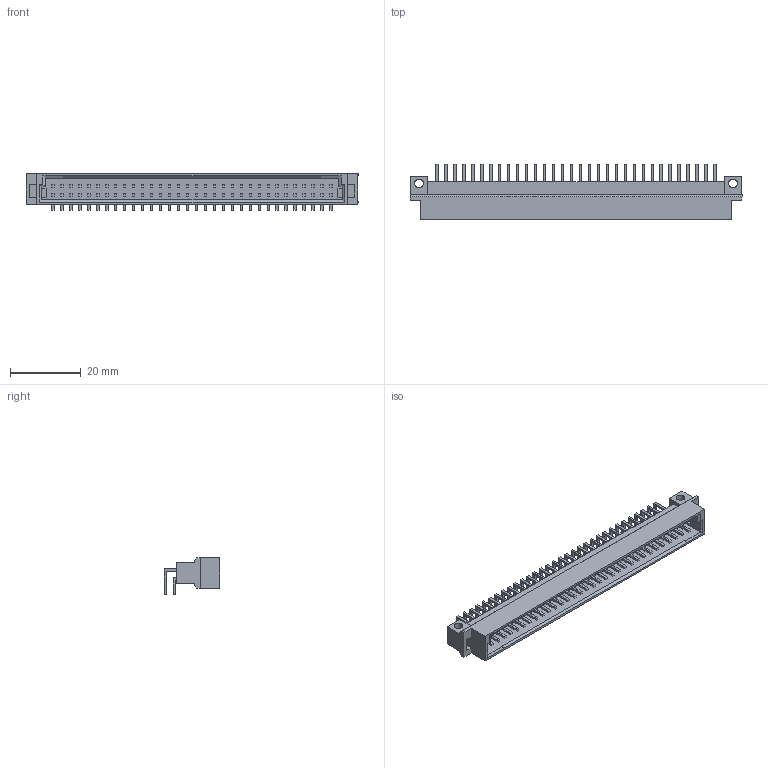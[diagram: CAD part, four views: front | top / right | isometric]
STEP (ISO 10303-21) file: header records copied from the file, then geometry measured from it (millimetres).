
FILE_DESCRIPTION (( 'STEP AP214' ), '1' );
FILE_NAME ('User Library-DIN41612_M-64_AB_R.STEP', '2020-05-10T03:09:31', ( '' ), ( '' ), 'SwSTEP 2.0', 'SolidWorks 2019', '' );
FILE_SCHEMA (( 'AUTOMOTIVE_DESIGN' ));
Length unit declared in the file: millimetre
Products named in the file (1): User Library-DIN41612_M-64_AB_R
Bounding box: 94 x 15.59 x 10.3 mm (x, y, z)
Volume: 4050.7 mm3; surface area: 7268 mm2
Topology: 1 solids, 1 shells, 835 faces, 2100 edges, 1396 vertices
Faces by surface type: plane 831, cylinder 4
Entity records: 24488 total; most frequent: CARTESIAN_POINT 4332, ORIENTED_EDGE 4200, DIRECTION 3780, EDGE_CURVE 2100, LINE 2092, VECTOR 2092, VERTEX_POINT 1396, EDGE_LOOP 968
